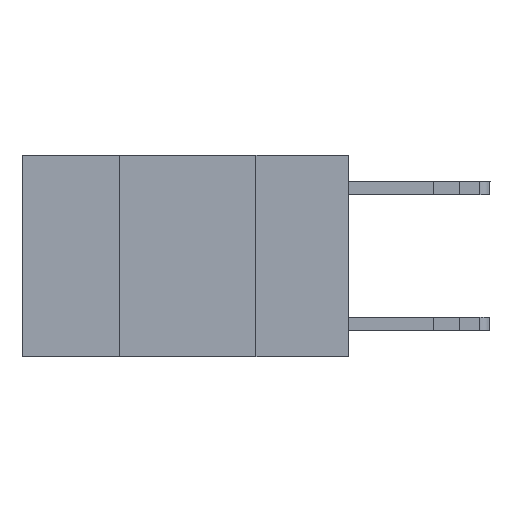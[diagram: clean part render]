
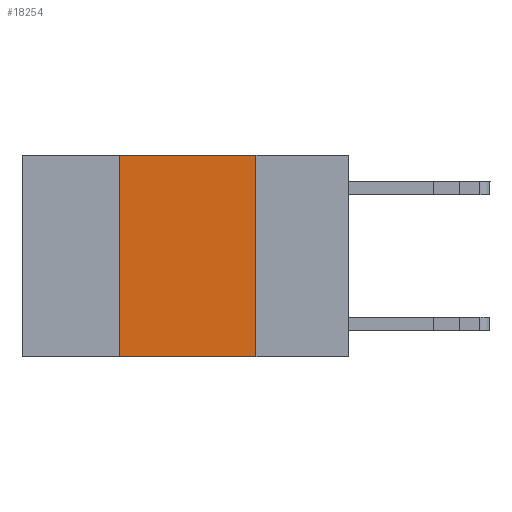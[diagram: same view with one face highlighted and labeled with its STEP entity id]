
A CAD part, left-side view. The second image highlights one B-rep face of the part: STEP entity #18254.
In plain terms, the highlighted planar face has unit normal (-1, 0, 0).
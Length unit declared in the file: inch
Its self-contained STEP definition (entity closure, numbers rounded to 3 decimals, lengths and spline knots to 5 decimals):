
#385 = EDGE_CURVE ( 'NONE', #7375, #6018, #20697, .T. ) ;
#1184 = CARTESIAN_POINT ( 'NONE',  ( 0., 0.17, 0. ) ) ;
#1660 = EDGE_CURVE ( 'NONE', #18836, #7375, #5169, .T. ) ;
#2110 = VECTOR ( 'NONE', #13661, 39.37008 ) ;
#2857 = CARTESIAN_POINT ( 'NONE',  ( 0., 0.6, -0.37 ) ) ;
#4711 = CARTESIAN_POINT ( 'NONE',  ( 0., 0.6, 0. ) ) ;
#5137 = DIRECTION ( 'NONE',  ( 0., 0., -1. ) ) ;
#5169 = LINE ( 'NONE', #18968, #2110 ) ;
#5207 = VERTEX_POINT ( 'NONE', #11522 ) ;
#5466 = PLANE ( 'NONE',  #6126 ) ;
#6018 = VERTEX_POINT ( 'NONE', #7773 ) ;
#6126 = AXIS2_PLACEMENT_3D ( 'NONE', #19266, #7308, #5137 ) ;
#7308 = DIRECTION ( 'NONE',  ( 1., 0., 0. ) ) ;
#7375 = VERTEX_POINT ( 'NONE', #20724 ) ;
#7773 = CARTESIAN_POINT ( 'NONE',  ( 0., 0.17, 0. ) ) ;
#8036 = LINE ( 'NONE', #2857, #20242 ) ;
#8053 = ORIENTED_EDGE ( 'NONE', *, *, #10038, .F. ) ;
#8226 = DIRECTION ( 'NONE',  ( 0., 0., -1. ) ) ;
#10038 = EDGE_CURVE ( 'NONE', #6018, #5207, #10499, .T. ) ;
#10499 = LINE ( 'NONE', #1184, #19909 ) ;
#11522 = CARTESIAN_POINT ( 'NONE',  ( 0., 0.17, -0.37 ) ) ;
#11571 = DIRECTION ( 'NONE',  ( 0., -1., 0. ) ) ;
#12420 = CARTESIAN_POINT ( 'NONE',  ( 0., 0.42, -0.37 ) ) ;
#13661 = DIRECTION ( 'NONE',  ( 0., 0., 1. ) ) ;
#17031 = EDGE_LOOP ( 'NONE', ( #8053, #21656, #20922, #19223 ) ) ;
#18254 = ADVANCED_FACE ( 'NONE', ( #19150 ), #5466, .F. ) ;
#18627 = VECTOR ( 'NONE', #20466, 39.37008 ) ;
#18836 = VERTEX_POINT ( 'NONE', #12420 ) ;
#18968 = CARTESIAN_POINT ( 'NONE',  ( 0., 0.42, 0. ) ) ;
#19150 = FACE_OUTER_BOUND ( 'NONE', #17031, .T. ) ;
#19223 = ORIENTED_EDGE ( 'NONE', *, *, #20507, .T. ) ;
#19266 = CARTESIAN_POINT ( 'NONE',  ( 0., 0.6, 0. ) ) ;
#19909 = VECTOR ( 'NONE', #8226, 39.37008 ) ;
#20242 = VECTOR ( 'NONE', #11571, 39.37008 ) ;
#20466 = DIRECTION ( 'NONE',  ( 0., -1., 0. ) ) ;
#20507 = EDGE_CURVE ( 'NONE', #18836, #5207, #8036, .T. ) ;
#20697 = LINE ( 'NONE', #4711, #18627 ) ;
#20724 = CARTESIAN_POINT ( 'NONE',  ( 0., 0.42, 0. ) ) ;
#20922 = ORIENTED_EDGE ( 'NONE', *, *, #1660, .F. ) ;
#21656 = ORIENTED_EDGE ( 'NONE', *, *, #385, .F. ) ;
